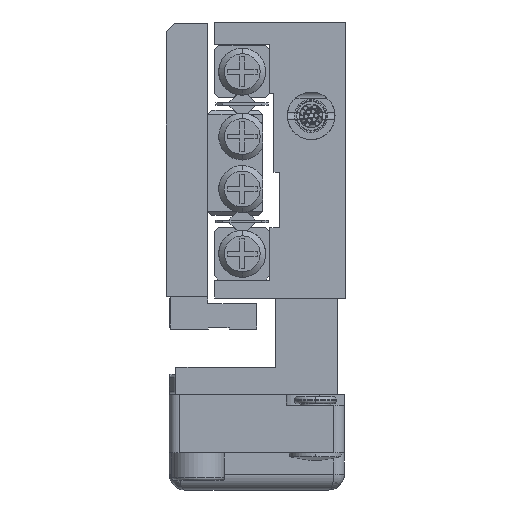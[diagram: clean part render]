
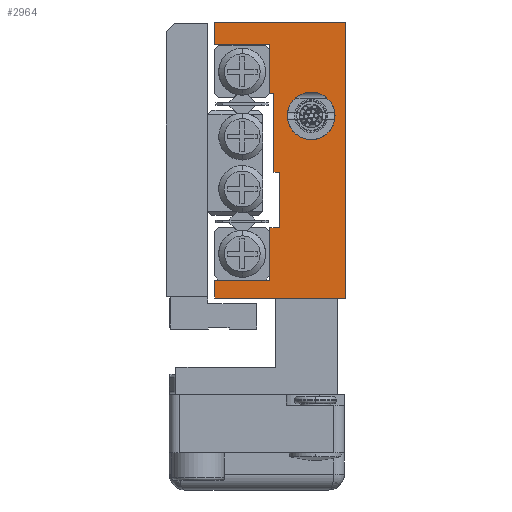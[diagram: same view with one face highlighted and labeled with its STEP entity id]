
A CAD part, left-side view. The second image highlights one B-rep face of the part: STEP entity #2964.
In plain terms, the highlighted planar face has unit normal (-1, 0, 0).
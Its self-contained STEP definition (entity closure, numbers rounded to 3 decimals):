
#682 = DIRECTION ( 'NONE',  ( 0., -1., 0. ) ) ;
#866 = LINE ( 'NONE', #34712, #24993 ) ;
#2964 = ADVANCED_FACE ( 'NONE', ( #33756, #38024 ), #48538, .F. ) ;
#3021 = ORIENTED_EDGE ( 'NONE', *, *, #38731, .T. ) ;
#3052 = EDGE_LOOP ( 'NONE', ( #46638, #21156 ) ) ;
#4037 = CARTESIAN_POINT ( 'NONE',  ( -15., 2.5, 1.473 ) ) ;
#4093 = ORIENTED_EDGE ( 'NONE', *, *, #22695, .F. ) ;
#4625 = DIRECTION ( 'NONE',  ( 0., -1., 0. ) ) ;
#4845 = ORIENTED_EDGE ( 'NONE', *, *, #18187, .T. ) ;
#5101 = CARTESIAN_POINT ( 'NONE',  ( -15., 2.5, 4.927 ) ) ;
#5429 = DIRECTION ( 'NONE',  ( 0., 0., -1. ) ) ;
#5598 = CARTESIAN_POINT ( 'NONE',  ( -15., 0., -10. ) ) ;
#6213 = EDGE_CURVE ( 'NONE', #37344, #45732, #24696, .T. ) ;
#6469 = CARTESIAN_POINT ( 'NONE',  ( -15., 5.5, -10. ) ) ;
#6582 = LINE ( 'NONE', #41175, #18623 ) ;
#6961 = VECTOR ( 'NONE', #35744, 1000. ) ;
#7526 = EDGE_CURVE ( 'NONE', #33978, #28876, #10984, .T. ) ;
#8055 = EDGE_CURVE ( 'NONE', #37147, #21433, #39786, .T. ) ;
#8074 = LINE ( 'NONE', #16848, #13162 ) ;
#8930 = LINE ( 'NONE', #39784, #47905 ) ;
#9436 = CARTESIAN_POINT ( 'NONE',  ( -15., 0., -10. ) ) ;
#9948 = DIRECTION ( 'NONE',  ( 0., 0., -1. ) ) ;
#10014 = CARTESIAN_POINT ( 'NONE',  ( -15., 5.5, 4.8 ) ) ;
#10275 = VECTOR ( 'NONE', #18733, 1000. ) ;
#10504 = LINE ( 'NONE', #41090, #17936 ) ;
#10730 = ORIENTED_EDGE ( 'NONE', *, *, #8055, .T. ) ;
#10984 = LINE ( 'NONE', #6469, #10275 ) ;
#12412 = ORIENTED_EDGE ( 'NONE', *, *, #43031, .F. ) ;
#12444 = DIRECTION ( 'NONE',  ( 0., 1., 0. ) ) ;
#12687 = DIRECTION ( 'NONE',  ( -1., 0., 0. ) ) ;
#13162 = VECTOR ( 'NONE', #39674, 1000. ) ;
#14715 = CARTESIAN_POINT ( 'NONE',  ( -15., 5.5, -10. ) ) ;
#14756 = VECTOR ( 'NONE', #19735, 1000. ) ;
#15473 = VECTOR ( 'NONE', #31360, 1000. ) ;
#16511 = CARTESIAN_POINT ( 'NONE',  ( -15., 4.8, -4.9 ) ) ;
#16848 = CARTESIAN_POINT ( 'NONE',  ( -15., 5.5, -8.7 ) ) ;
#17020 = VECTOR ( 'NONE', #9948, 1000. ) ;
#17173 = CARTESIAN_POINT ( 'NONE',  ( -15., 2.5, 3.2 ) ) ;
#17936 = VECTOR ( 'NONE', #25775, 1000. ) ;
#18187 = EDGE_CURVE ( 'NONE', #21433, #19603, #36025, .T. ) ;
#18442 = DIRECTION ( 'NONE',  ( 0., 0., 1. ) ) ;
#18623 = VECTOR ( 'NONE', #21857, 1000. ) ;
#18733 = DIRECTION ( 'NONE',  ( 0., -1., 0. ) ) ;
#19603 = VERTEX_POINT ( 'NONE', #37079 ) ;
#19735 = DIRECTION ( 'NONE',  ( 0., -1., 0. ) ) ;
#19917 = CARTESIAN_POINT ( 'NONE',  ( -15., 5.2, 4.8 ) ) ;
#20127 = VECTOR ( 'NONE', #682, 1000. ) ;
#20198 = CIRCLE ( 'NONE', #26613, 1.727 ) ;
#20274 = DIRECTION ( 'NONE',  ( 0., -1., 0. ) ) ;
#20366 = ORIENTED_EDGE ( 'NONE', *, *, #21204, .F. ) ;
#20515 = EDGE_CURVE ( 'NONE', #45732, #37344, #20198, .T. ) ;
#21156 = ORIENTED_EDGE ( 'NONE', *, *, #6213, .F. ) ;
#21180 = ORIENTED_EDGE ( 'NONE', *, *, #22848, .T. ) ;
#21204 = EDGE_CURVE ( 'NONE', #37147, #46669, #39110, .T. ) ;
#21433 = VERTEX_POINT ( 'NONE', #29753 ) ;
#21473 = LINE ( 'NONE', #44526, #17020 ) ;
#21857 = DIRECTION ( 'NONE',  ( 0., 0., -1. ) ) ;
#22695 = EDGE_CURVE ( 'NONE', #41788, #45520, #37514, .T. ) ;
#22740 = EDGE_CURVE ( 'NONE', #42959, #19603, #27614, .T. ) ;
#22773 = ORIENTED_EDGE ( 'NONE', *, *, #43466, .F. ) ;
#22848 = EDGE_CURVE ( 'NONE', #41788, #29412, #8074, .T. ) ;
#23144 = ORIENTED_EDGE ( 'NONE', *, *, #22740, .F. ) ;
#24696 = CIRCLE ( 'NONE', #31075, 1.727 ) ;
#24993 = VECTOR ( 'NONE', #4625, 1000. ) ;
#25360 = CARTESIAN_POINT ( 'NONE',  ( -15., 9.5, 10. ) ) ;
#25501 = DIRECTION ( 'NONE',  ( 1., 0., 0. ) ) ;
#25775 = DIRECTION ( 'NONE',  ( 0., 0., 1. ) ) ;
#26202 = CARTESIAN_POINT ( 'NONE',  ( -15., 5.5, -10. ) ) ;
#26613 = AXIS2_PLACEMENT_3D ( 'NONE', #17173, #12687, #27960 ) ;
#27614 = LINE ( 'NONE', #26202, #15473 ) ;
#27755 = CARTESIAN_POINT ( 'NONE',  ( -15., 5.5, -4.9 ) ) ;
#27960 = DIRECTION ( 'NONE',  ( 0., 0., 1. ) ) ;
#28454 = ORIENTED_EDGE ( 'NONE', *, *, #46990, .T. ) ;
#28728 = VECTOR ( 'NONE', #20274, 1000. ) ;
#28876 = VERTEX_POINT ( 'NONE', #5598 ) ;
#29248 = ORIENTED_EDGE ( 'NONE', *, *, #40262, .T. ) ;
#29412 = VERTEX_POINT ( 'NONE', #31101 ) ;
#29753 = CARTESIAN_POINT ( 'NONE',  ( -15., 9.5, 8.4 ) ) ;
#29997 = VERTEX_POINT ( 'NONE', #16511 ) ;
#31075 = AXIS2_PLACEMENT_3D ( 'NONE', #33649, #49406, #41684 ) ;
#31101 = CARTESIAN_POINT ( 'NONE',  ( -15., 9.5, -8.7 ) ) ;
#31360 = DIRECTION ( 'NONE',  ( 0., 0., 1. ) ) ;
#31439 = VECTOR ( 'NONE', #18442, 1000. ) ;
#33082 = VERTEX_POINT ( 'NONE', #37871 ) ;
#33207 = EDGE_CURVE ( 'NONE', #40684, #42959, #8930, .T. ) ;
#33489 = ORIENTED_EDGE ( 'NONE', *, *, #7526, .T. ) ;
#33649 = CARTESIAN_POINT ( 'NONE',  ( -15., 2.5, 3.2 ) ) ;
#33756 = FACE_BOUND ( 'NONE', #3052, .T. ) ;
#33944 = CARTESIAN_POINT ( 'NONE',  ( -15., 5.5, -4.9 ) ) ;
#33978 = VERTEX_POINT ( 'NONE', #47695 ) ;
#34712 = CARTESIAN_POINT ( 'NONE',  ( -15., 5.5, -0.9 ) ) ;
#35260 = CARTESIAN_POINT ( 'NONE',  ( -15., 4.8, -0.9 ) ) ;
#35744 = DIRECTION ( 'NONE',  ( 0., 0., 1. ) ) ;
#36025 = LINE ( 'NONE', #38795, #20127 ) ;
#37079 = CARTESIAN_POINT ( 'NONE',  ( -15., 5.5, 8.4 ) ) ;
#37147 = VERTEX_POINT ( 'NONE', #25360 ) ;
#37344 = VERTEX_POINT ( 'NONE', #4037 ) ;
#37514 = LINE ( 'NONE', #45001, #31439 ) ;
#37871 = CARTESIAN_POINT ( 'NONE',  ( -15., 5.2, -0.9 ) ) ;
#38024 = FACE_OUTER_BOUND ( 'NONE', #38213, .T. ) ;
#38213 = EDGE_LOOP ( 'NONE', ( #3021, #22773, #4093, #21180, #29248, #33489, #28454, #20366, #10730, #4845, #23144, #47922, #12412, #44955 ) ) ;
#38731 = EDGE_CURVE ( 'NONE', #48888, #29997, #6582, .T. ) ;
#38795 = CARTESIAN_POINT ( 'NONE',  ( -15., 5.5, 8.4 ) ) ;
#39088 = VECTOR ( 'NONE', #5429, 1000. ) ;
#39110 = LINE ( 'NONE', #39351, #28728 ) ;
#39351 = CARTESIAN_POINT ( 'NONE',  ( -15., 5.5, 10. ) ) ;
#39674 = DIRECTION ( 'NONE',  ( 0., 1., 0. ) ) ;
#39784 = CARTESIAN_POINT ( 'NONE',  ( -15., 5.5, 4.8 ) ) ;
#39786 = LINE ( 'NONE', #44025, #39088 ) ;
#40262 = EDGE_CURVE ( 'NONE', #29412, #33978, #21473, .T. ) ;
#40612 = EDGE_CURVE ( 'NONE', #33082, #48888, #866, .T. ) ;
#40684 = VERTEX_POINT ( 'NONE', #19917 ) ;
#41090 = CARTESIAN_POINT ( 'NONE',  ( -15., 5.2, 4.8 ) ) ;
#41175 = CARTESIAN_POINT ( 'NONE',  ( -15., 4.8, -10. ) ) ;
#41557 = DIRECTION ( 'NONE',  ( 0., 0., -1. ) ) ;
#41684 = DIRECTION ( 'NONE',  ( 0., 0., 1. ) ) ;
#41788 = VERTEX_POINT ( 'NONE', #45108 ) ;
#42959 = VERTEX_POINT ( 'NONE', #10014 ) ;
#43031 = EDGE_CURVE ( 'NONE', #33082, #40684, #10504, .T. ) ;
#43466 = EDGE_CURVE ( 'NONE', #45520, #29997, #47049, .T. ) ;
#44025 = CARTESIAN_POINT ( 'NONE',  ( -15., 9.5, 10. ) ) ;
#44526 = CARTESIAN_POINT ( 'NONE',  ( -15., 9.5, -10. ) ) ;
#44955 = ORIENTED_EDGE ( 'NONE', *, *, #40612, .T. ) ;
#45001 = CARTESIAN_POINT ( 'NONE',  ( -15., 5.5, -10. ) ) ;
#45108 = CARTESIAN_POINT ( 'NONE',  ( -15., 5.5, -8.7 ) ) ;
#45520 = VERTEX_POINT ( 'NONE', #33944 ) ;
#45732 = VERTEX_POINT ( 'NONE', #5101 ) ;
#46638 = ORIENTED_EDGE ( 'NONE', *, *, #20515, .F. ) ;
#46669 = VERTEX_POINT ( 'NONE', #48301 ) ;
#46886 = AXIS2_PLACEMENT_3D ( 'NONE', #14715, #25501, #41557 ) ;
#46990 = EDGE_CURVE ( 'NONE', #28876, #46669, #47501, .T. ) ;
#47049 = LINE ( 'NONE', #27755, #14756 ) ;
#47501 = LINE ( 'NONE', #9436, #6961 ) ;
#47695 = CARTESIAN_POINT ( 'NONE',  ( -15., 9.5, -10. ) ) ;
#47905 = VECTOR ( 'NONE', #12444, 1000. ) ;
#47922 = ORIENTED_EDGE ( 'NONE', *, *, #33207, .F. ) ;
#48301 = CARTESIAN_POINT ( 'NONE',  ( -15., 0., 10. ) ) ;
#48538 = PLANE ( 'NONE',  #46886 ) ;
#48888 = VERTEX_POINT ( 'NONE', #35260 ) ;
#49406 = DIRECTION ( 'NONE',  ( -1., 0., 0. ) ) ;
